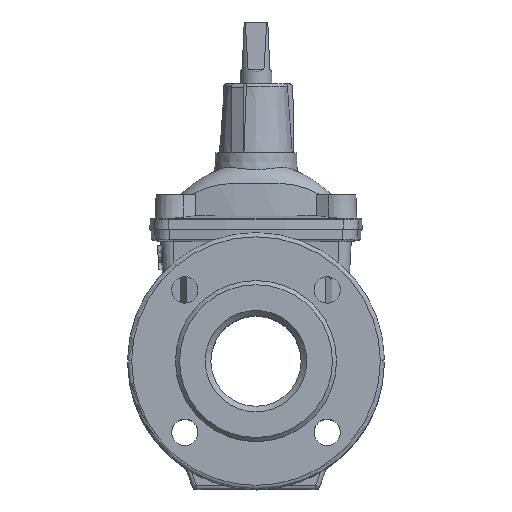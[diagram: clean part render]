
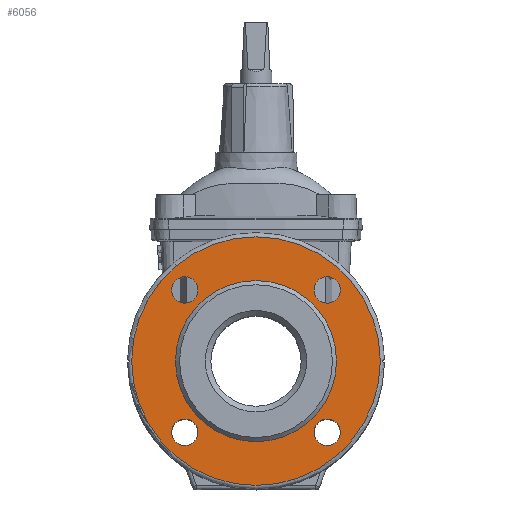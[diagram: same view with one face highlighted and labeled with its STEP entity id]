
A CAD part, top view. The second image highlights one B-rep face of the part: STEP entity #6056.
In plain terms, the highlighted planar face has unit normal (0, 0, 1).
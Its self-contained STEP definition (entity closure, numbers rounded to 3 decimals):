
#468 = DIRECTION ( 'NONE',  ( 0., 0., 1. ) ) ;
#470 = PLANE ( 'NONE',  #9904 ) ;
#472 = CARTESIAN_POINT ( 'NONE',  ( 0., 58., 82. ) ) ;
#474 = DIRECTION ( 'NONE',  ( 0., -1., 0. ) ) ;
#867 = EDGE_CURVE ( 'NONE', #7976, #7976, #7320, .T. ) ;
#875 = EDGE_CURVE ( 'NONE', #7977, #7977, #7328, .T. ) ;
#885 = EDGE_CURVE ( 'NONE', #7978, #7978, #7335, .T. ) ;
#898 = EDGE_CURVE ( 'NONE', #7979, #7979, #7342, .T. ) ;
#985 = EDGE_CURVE ( 'NONE', #7984, #7984, #7397, .T. ) ;
#991 = EDGE_CURVE ( 'NONE', #7985, #7985, #7409, .T. ) ;
#3535 = FACE_BOUND ( 'NONE', #6726, .T. ) ;
#3536 = FACE_BOUND ( 'NONE', #6742, .T. ) ;
#3540 = FACE_BOUND ( 'NONE', #6871, .T. ) ;
#3541 = FACE_BOUND ( 'NONE', #6904, .T. ) ;
#3542 = FACE_BOUND ( 'NONE', #6804, .T. ) ;
#3544 = FACE_OUTER_BOUND ( 'NONE', #6915, .T. ) ;
#4434 = CARTESIAN_POINT ( 'NONE',  ( 41.765, 51.265, 82. ) ) ;
#4435 = CARTESIAN_POINT ( 'NONE',  ( 41.765, -51.265, 82. ) ) ;
#4436 = CARTESIAN_POINT ( 'NONE',  ( -41.765, -51.265, 82. ) ) ;
#4437 = CARTESIAN_POINT ( 'NONE',  ( -41.765, 51.265, 82. ) ) ;
#4442 = CARTESIAN_POINT ( 'NONE',  ( 0., -58., 82. ) ) ;
#4443 = CARTESIAN_POINT ( 'NONE',  ( 0., -89.5, 82. ) ) ;
#5466 = AXIS2_PLACEMENT_3D ( 'NONE', #9658, #9656, #9651 ) ;
#5468 = AXIS2_PLACEMENT_3D ( 'NONE', #9642, #9641, #9640 ) ;
#5470 = AXIS2_PLACEMENT_3D ( 'NONE', #9625, #9624, #9623 ) ;
#5473 = AXIS2_PLACEMENT_3D ( 'NONE', #9606, #9605, #9604 ) ;
#5502 = AXIS2_PLACEMENT_3D ( 'NONE', #9418, #9417, #9416 ) ;
#5505 = AXIS2_PLACEMENT_3D ( 'NONE', #9392, #9391, #9390 ) ;
#6056 = ADVANCED_FACE ( 'NONE', ( #3536, #3542, #3535, #3541, #3544, #3540 ), #470, .T. ) ;
#6726 = EDGE_LOOP ( 'NONE', ( #7526 ) ) ;
#6742 = EDGE_LOOP ( 'NONE', ( #7525 ) ) ;
#6804 = EDGE_LOOP ( 'NONE', ( #7528 ) ) ;
#6871 = EDGE_LOOP ( 'NONE', ( #7941 ) ) ;
#6904 = EDGE_LOOP ( 'NONE', ( #7936 ) ) ;
#6915 = EDGE_LOOP ( 'NONE', ( #7939 ) ) ;
#7320 = CIRCLE ( 'NONE', #5466, 9.5 ) ;
#7328 = CIRCLE ( 'NONE', #5468, 9.5 ) ;
#7335 = CIRCLE ( 'NONE', #5470, 9.5 ) ;
#7342 = CIRCLE ( 'NONE', #5473, 9.5 ) ;
#7397 = CIRCLE ( 'NONE', #5502, 58. ) ;
#7409 = CIRCLE ( 'NONE', #5505, 89.5 ) ;
#7525 = ORIENTED_EDGE ( 'NONE', *, *, #875, .T. ) ;
#7526 = ORIENTED_EDGE ( 'NONE', *, *, #885, .F. ) ;
#7528 = ORIENTED_EDGE ( 'NONE', *, *, #867, .T. ) ;
#7936 = ORIENTED_EDGE ( 'NONE', *, *, #898, .F. ) ;
#7939 = ORIENTED_EDGE ( 'NONE', *, *, #991, .T. ) ;
#7941 = ORIENTED_EDGE ( 'NONE', *, *, #985, .F. ) ;
#7976 = VERTEX_POINT ( 'NONE', #4434 ) ;
#7977 = VERTEX_POINT ( 'NONE', #4435 ) ;
#7978 = VERTEX_POINT ( 'NONE', #4436 ) ;
#7979 = VERTEX_POINT ( 'NONE', #4437 ) ;
#7984 = VERTEX_POINT ( 'NONE', #4442 ) ;
#7985 = VERTEX_POINT ( 'NONE', #4443 ) ;
#9390 = DIRECTION ( 'NONE',  ( 0., -1., 0. ) ) ;
#9391 = DIRECTION ( 'NONE',  ( 0., 0., 1. ) ) ;
#9392 = CARTESIAN_POINT ( 'NONE',  ( 0., 0., 82. ) ) ;
#9416 = DIRECTION ( 'NONE',  ( 0., -1., 0. ) ) ;
#9417 = DIRECTION ( 'NONE',  ( 0., 0., 1. ) ) ;
#9418 = CARTESIAN_POINT ( 'NONE',  ( 0., 0., 82. ) ) ;
#9604 = DIRECTION ( 'NONE',  ( 1., 0., 0. ) ) ;
#9605 = DIRECTION ( 'NONE',  ( 0., 0., 1. ) ) ;
#9606 = CARTESIAN_POINT ( 'NONE',  ( -51.265, 51.265, 82. ) ) ;
#9623 = DIRECTION ( 'NONE',  ( 1., 0., 0. ) ) ;
#9624 = DIRECTION ( 'NONE',  ( 0., 0., 1. ) ) ;
#9625 = CARTESIAN_POINT ( 'NONE',  ( -51.265, -51.265, 82. ) ) ;
#9640 = DIRECTION ( 'NONE',  ( -1., 0., 0. ) ) ;
#9641 = DIRECTION ( 'NONE',  ( 0., 0., -1. ) ) ;
#9642 = CARTESIAN_POINT ( 'NONE',  ( 51.265, -51.265, 82. ) ) ;
#9651 = DIRECTION ( 'NONE',  ( -1., 0., 0. ) ) ;
#9656 = DIRECTION ( 'NONE',  ( 0., 0., -1. ) ) ;
#9658 = CARTESIAN_POINT ( 'NONE',  ( 51.265, 51.265, 82. ) ) ;
#9904 = AXIS2_PLACEMENT_3D ( 'NONE', #472, #468, #474 ) ;
